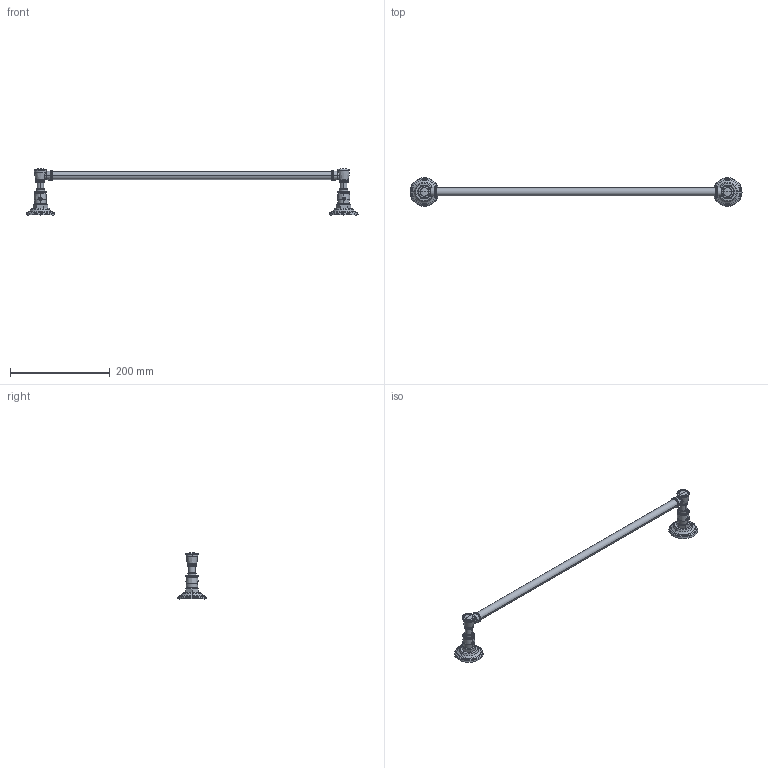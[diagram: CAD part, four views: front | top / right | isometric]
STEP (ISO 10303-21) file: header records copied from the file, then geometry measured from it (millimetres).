
FILE_DESCRIPTION((''),'2;1');
FILE_NAME('4803_','2014-06-06T',('ravindrashirol'),(''),'PRO/ENGINEER BY PARAMETRIC TECHNOLOGY CORPORATION, 2012230','PRO/ENGINEER BY PARAMETRIC TECHNOLOGY CORPORATION, 2012230','');
FILE_SCHEMA(('CONFIG_CONTROL_DESIGN'));
Length unit declared in the file: inch
Products named in the file (1): 4803_
Bounding box: 667.29 x 57.69 x 93.13 mm (x, y, z)
Surface area: 63582.9 mm2 (no closed solid volume)
Topology: 0 solids, 38 shells, 490 faces, 1768 edges, 1353 vertices
Faces by surface type: plane 254, bspline 81, torus 68, cylinder 67, cone 16, revolution 4
Entity records: 29784 total; most frequent: CARTESIAN_POINT 15926, ORIENTED_EDGE 2569, DIRECTION 2391, EDGE_CURVE 1764, VERTEX_POINT 1353, AXIS2_PLACEMENT_3D 809, VECTOR 769, LINE 769
